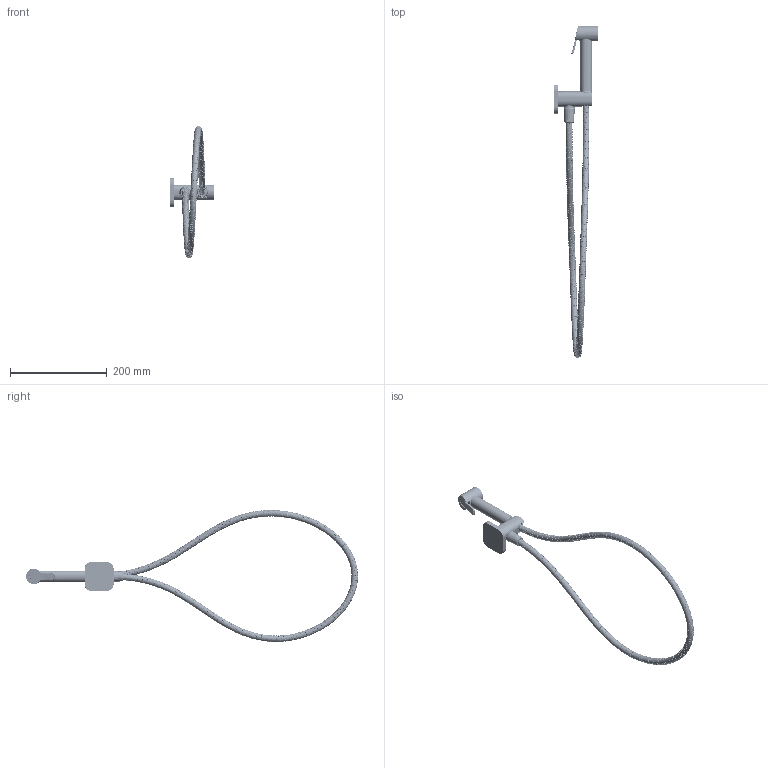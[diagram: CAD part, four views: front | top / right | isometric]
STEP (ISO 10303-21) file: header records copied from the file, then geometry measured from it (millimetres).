
FILE_DESCRIPTION(('3DEXPERIENCE STEP','CAx-IF Rec.Pracs.--- Model Styling and Organization---1.5--- 2016-08-15','CAx-IF Rec.Pracs.---Supplemental Geometry---1.0---2011-11-01','CAx-IF Rec.Pracs.--- Composite Materials ---3.4---2017-06-13','CAx-IF Rec.Pracs.---Tessellated 3D Geometry---1.0---2015-12-17'),'2;1');
FILE_NAME('prd-HG-00740342.stp','2024-06-18T09:36:08+00:00',('none'),('none'),'3DEXPERIENCE Platform3DEXPERIENCE R2023x HotFix 5','3DEXPERIENCE Platform STEP AP242 v2','none');
FILE_SCHEMA(('AP242_MANAGED_MODEL_BASED_3D_ENGINEERING_MIM_LF {1 0 10303 442 1 1 4}'));
Products named in the file (15): P-2_AX_Bidette_softsquare_KW_1250mm_Port; P-2_Bidette_Shataff_Square_Cold_water; P-2_Gehaeuse_Kaltw_softsq_Bidette_Shat; P-2_Futter_softsq_Bidette_Shattaf; P-2_Bolzen_Bidette_Shataff; P-2_AX_Bidettenbrause_Shataff_softsquare; P-2_Gehaeuse_Bidette_softsquare_Shataff; P-2_Hebel_softsquare_Bidette_Shattaf; P-2_Strahlscheibenaufnahme_Bidette_Shataff; P-2_Wasserfuehrung_Bidette_Shataff; P-2_Strahlscheibe_Bidette_Shataff; P-2_EB_AX_Metallschlauch_1250mm; P-2_EB_Metallschlauch_1,25M; V5_P_2_Schlauchmutter_Wirbelseite; P-2_Rosette_softsq_Kaltw_BidetteShattaf
Assembly tree (15 placements, depth 3):
  P-2_AX_Bidette_softsquare_KW_1250mm_Port
    P-2_Bidette_Shataff_Square_Cold_water
      P-2_Gehaeuse_Kaltw_softsq_Bidette_Shat
      P-2_Futter_softsq_Bidette_Shattaf
      P-2_Bolzen_Bidette_Shataff
    P-2_AX_Bidettenbrause_Shataff_softsquare
      P-2_Gehaeuse_Bidette_softsquare_Shataff
      P-2_Hebel_softsquare_Bidette_Shattaf
      P-2_Strahlscheibenaufnahme_Bidette_Shataff
      P-2_Wasserfuehrung_Bidette_Shataff
      P-2_Strahlscheibe_Bidette_Shataff
    P-2_EB_AX_Metallschlauch_1250mm
      P-2_EB_Metallschlauch_1,25M
      V5_P_2_Schlauchmutter_Wirbelseite  x2
    P-2_Rosette_softsq_Kaltw_BidetteShattaf
Bounding box: 90.9 x 688.06 x 273.67 mm (x, y, z)
Volume: 379629.7 mm3; surface area: 108728.9 mm2
Topology: 12 solids, 12 shells, 3692 faces, 9007 edges, 5379 vertices
Faces by surface type: bspline 3156, cylinder 174, torus 164, plane 123, cone 70, sphere 5
Entity records: 314816 total; most frequent: CARTESIAN_POINT 260288, ORIENTED_EDGE 17922, EDGE_CURVE 8961, VERTEX_POINT 5353, B_SPLINE_CURVE_WITH_KNOTS 4386, EDGE_LOOP 3756, ADVANCED_FACE 3671, FACE_OUTER_BOUND 3671
